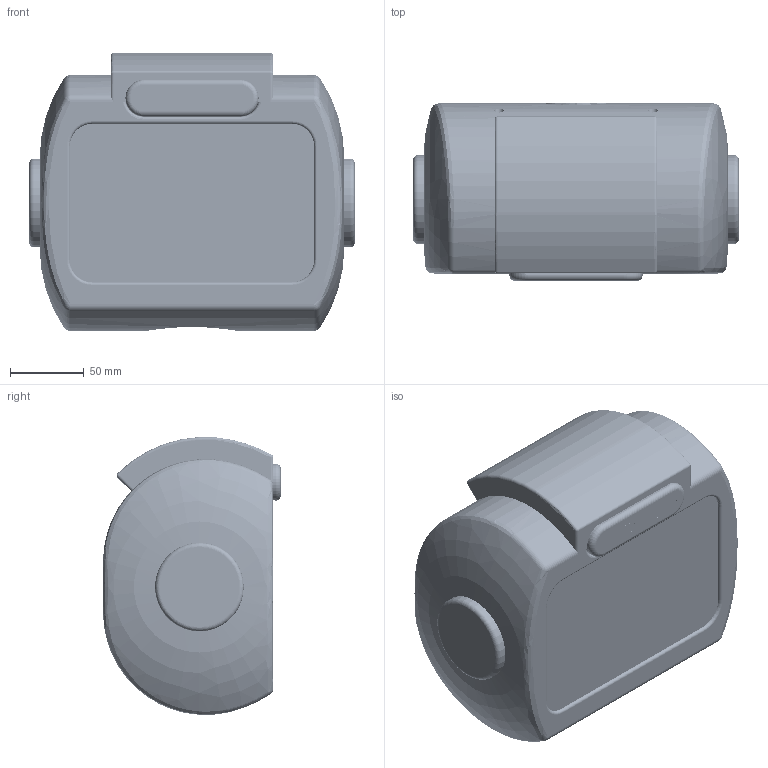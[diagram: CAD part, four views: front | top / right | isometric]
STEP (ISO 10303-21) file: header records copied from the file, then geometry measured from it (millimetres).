
FILE_DESCRIPTION(/* description */ ('Unknown'),/* implementation_level */ '2;1');
FILE_NAME(/* name */ 'Pea_assembly',/* time_stamp */ '2023-05-20T19:54:49+03:00',/* author */ ('Unknown'),/* organization */ ('Unknown'),/* preprocessor_version */ 'ST-DEVELOPER v18.102',/* originating_system */ 'Solid Edge',/* authorisation */ 'Unknown');
FILE_SCHEMA (('AUTOMOTIVE_DESIGN {1 0 10303 214 3 1 1}'));
Products named in the file (14): Pea_assembly; Pea_vahelyli; Pea_kaamera_kinnitus; Pea_ekraan; Realsense_D435.stp_0; Pea_tagumine_kinnitus; Pea_eesmine; Pea_tagumine; Pea_ylemine; Pea_LCD_4in; M3x18_Stainless Steel Pan Head Torx Screws; M2_5x6_Stainless Steel Pan Head Torx Screws; M3x6_Stainless Steel Pan Head Torx Screws; M3x8_Stainless Steel Pan Head Torx Screws
Assembly tree (34 placements, depth 2):
  Pea_assembly
    Pea_vahelyli  x4
    Pea_kaamera_kinnitus
    Pea_ekraan
    Realsense_D435.stp_0
    Pea_tagumine_kinnitus
    Pea_eesmine
    Pea_tagumine
    Pea_ylemine
    Pea_LCD_4in
    M3x18_Stainless Steel Pan Head Torx Screws  x12
    M2_5x6_Stainless Steel Pan Head Torx Screws  x4
    M3x6_Stainless Steel Pan Head Torx Screws  x2
    M3x8_Stainless Steel Pan Head Torx Screws  x4
Bounding box: 220 x 120 x 187.87 mm (x, y, z)
Volume: 404165.5 mm3; surface area: 406729.8 mm2
Topology: 34 solids, 34 shells, 5036 faces, 14262 edges, 9172 vertices
Faces by surface type: cylinder 3637, plane 662, cone 470, torus 162, bspline 97, sphere 8
Full cylindrical faces by diameter (mm): 3 x4, 3.1 x4, 3.175 x4, 3.2 x32, 3.3 x3, 3.5 x4, 4.5 x4, 5.2 x4, 6.35 x9, 6.5 x4, 8 x4, 10 x4, 28 x2
Entity records: 68119 total; most frequent: CARTESIAN_POINT 22021, ORIENTED_EDGE 9006, DIRECTION 7537, EDGE_CURVE 4503, VERTEX_POINT 2991, AXIS2_PLACEMENT_3D 2670, LINE 2197, VECTOR 2197
